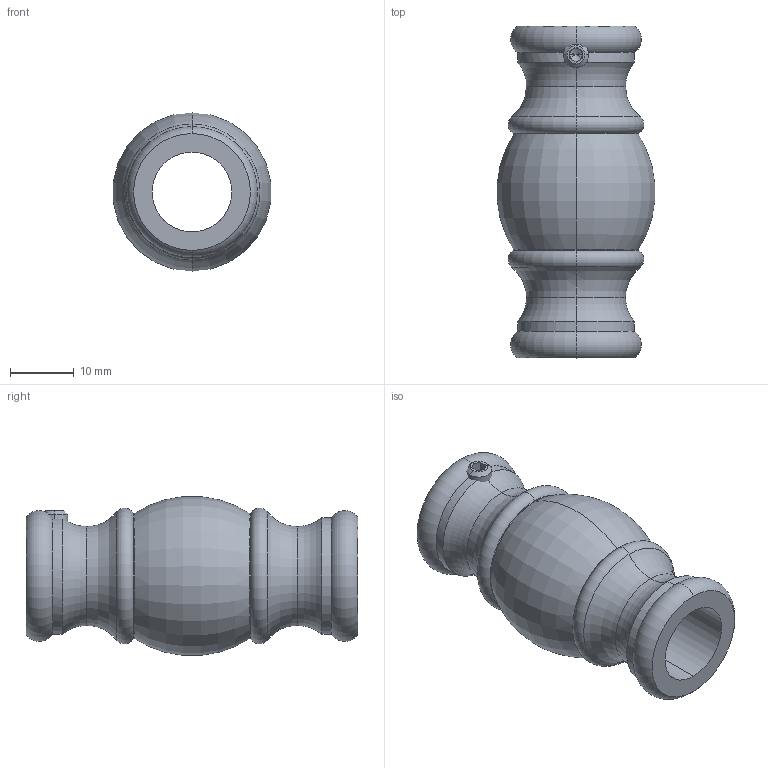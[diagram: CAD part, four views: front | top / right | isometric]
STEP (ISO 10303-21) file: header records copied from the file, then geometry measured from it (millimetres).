
FILE_DESCRIPTION (( 'STEP AP203' ), '1' );
FILE_NAME ('2403-VA.STEP', '2021-01-26T08:47:38', ( '' ), ( '' ), 'SwSTEP 2.0', 'SolidWorks 2018', '' );
FILE_SCHEMA (( 'CONFIG_CONTROL_DESIGN' ));
Length unit declared in the file: millimetre
Products named in the file (6): DIN913; DIN913_DIN 913 M4x4; 2403-VA; 2403-VA Teil1_2403-VA Teil1; 2403-VA Teil1
Assembly tree (3 placements, depth 2):
  2403-VA
    DIN913
  2403-VA
    2403-VA Teil1_2403-VA Teil1
    DIN913_DIN 913 M4x4
  2403-VA Teil1
Bounding box: 24.7 x 52 x 24.89 mm (x, y, z)
Volume: 10320.6 mm3; surface area: 6043.6 mm2
Topology: 2 solids, 2 shells, 297 faces, 792 edges, 517 vertices
Faces by surface type: plane 134, bspline 97, cylinder 34, torus 26, cone 6
Entity records: 14367 total; most frequent: CARTESIAN_POINT 7020, ORIENTED_EDGE 1578, DIRECTION 1159, EDGE_CURVE 789, VERTEX_POINT 515, AXIS2_PLACEMENT_3D 401, LINE 357, VECTOR 357
